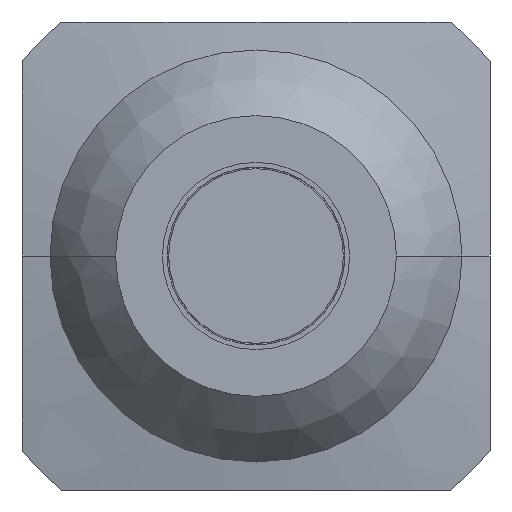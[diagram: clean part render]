
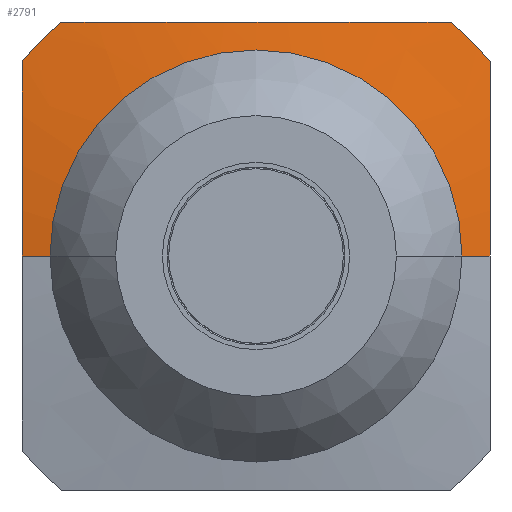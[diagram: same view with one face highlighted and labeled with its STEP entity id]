
A CAD part, left-side view. The second image highlights one B-rep face of the part: STEP entity #2791.
In plain terms, the highlighted conical face has half-angle 80 degrees and reference radius 10.903 mm.
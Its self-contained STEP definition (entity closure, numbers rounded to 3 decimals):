
#2261=CARTESIAN_POINT('',(0.,0.,2.74));
#2262=DIRECTION('',(0.,0.,1.));
#2263=DIRECTION('',(1.,0.,0.));
#2264=AXIS2_PLACEMENT_3D('',#2261,#2262,#2263);
#2269=CARTESIAN_POINT('',(10.,0.,2.529));
#2270=CARTESIAN_POINT('',(10.,0.458,2.529));
#2271=CARTESIAN_POINT('',(10.,1.37,2.518));
#2272=CARTESIAN_POINT('',(10.,2.728,2.469));
#2273=CARTESIAN_POINT('',(10.,4.072,2.393));
#2274=CARTESIAN_POINT('',(10.,5.422,2.29));
#2275=CARTESIAN_POINT('',(10.,6.806,2.163));
#2276=CARTESIAN_POINT('',(10.,7.797,2.057));
#2277=CARTESIAN_POINT('',(10.,8.307,2.));
#2309=CARTESIAN_POINT('',(0.,0.,2.));
#2310=DIRECTION('',(0.,0.,1.));
#2311=DIRECTION('',(0.769,0.639,0.));
#2312=AXIS2_PLACEMENT_3D('',#2309,#2310,#2311);
#2317=CARTESIAN_POINT('',(0.,0.,2.));
#2318=DIRECTION('',(0.,0.,1.));
#2319=DIRECTION('',(-0.639,0.769,0.));
#2320=AXIS2_PLACEMENT_3D('',#2317,#2318,#2319);
#2325=CARTESIAN_POINT('',(8.307,10.,2.));
#2326=CARTESIAN_POINT('',(7.781,10.,2.059));
#2327=CARTESIAN_POINT('',(6.764,10.,2.167));
#2328=CARTESIAN_POINT('',(5.366,10.,2.295));
#2329=CARTESIAN_POINT('',(4.014,10.,2.396));
#2330=CARTESIAN_POINT('',(2.682,10.,2.471));
#2331=CARTESIAN_POINT('',(1.344,10.,2.518));
#2332=CARTESIAN_POINT('',(-0.001,10.,2.534));
#2333=CARTESIAN_POINT('',(-1.346,10.,2.518));
#2334=CARTESIAN_POINT('',(-2.683,10.,2.471));
#2335=CARTESIAN_POINT('',(-4.016,10.,2.396));
#2336=CARTESIAN_POINT('',(-5.367,10.,2.295));
#2337=CARTESIAN_POINT('',(-6.764,10.,2.167));
#2338=CARTESIAN_POINT('',(-7.781,10.,2.059));
#2339=CARTESIAN_POINT('',(-8.307,10.,2.));
#2554=CARTESIAN_POINT('',(-10.,8.307,2.));
#2555=CARTESIAN_POINT('',(-10.,7.797,2.057));
#2556=CARTESIAN_POINT('',(-10.,6.805,2.163));
#2557=CARTESIAN_POINT('',(-10.,5.421,2.29));
#2558=CARTESIAN_POINT('',(-10.,4.07,2.393));
#2559=CARTESIAN_POINT('',(-10.,2.727,2.469));
#2560=CARTESIAN_POINT('',(-10.,1.37,2.518));
#2561=CARTESIAN_POINT('',(-10.,0.458,2.529));
#2562=CARTESIAN_POINT('',(-10.,0.,2.529));
#2594=DIRECTION('',(-0.985,0.,-0.174));
#2595=VECTOR('',#2594,1.213);
#2596=CARTESIAN_POINT('',(-8.805,0.,2.74));
#2597=LINE('',#2596,#2595);
#2609=DIRECTION('',(0.985,0.,-0.174));
#2610=VECTOR('',#2609,1.213);
#2611=CARTESIAN_POINT('',(8.805,0.,2.74));
#2612=LINE('',#2611,#2610);
#2673=VERTEX_POINT('',#2269);
#2674=VERTEX_POINT('',#2277);
#2675=VERTEX_POINT('',#2554);
#2676=VERTEX_POINT('',#2562);
#2677=VERTEX_POINT('',#2325);
#2678=VERTEX_POINT('',#2339);
#2699=CARTESIAN_POINT('',(8.805,0.,2.74));
#2700=VERTEX_POINT('',#2699);
#2701=CARTESIAN_POINT('',(-8.805,0.,2.74));
#2702=VERTEX_POINT('',#2701);
#2769=CARTESIAN_POINT('',(0.,0.,2.37));
#2770=DIRECTION('',(0.,0.,-1.));
#2771=DIRECTION('',(1.,0.,0.));
#2772=AXIS2_PLACEMENT_3D('',#2769,#2770,#2771);
#2773=CONICAL_SURFACE('',#2772,10.903,80.);
#2775=ORIENTED_EDGE('',*,*,#2774,.F.);
#2777=ORIENTED_EDGE('',*,*,#2776,.F.);
#2778=ORIENTED_EDGE('',*,*,#2764,.T.);
#2780=ORIENTED_EDGE('',*,*,#2779,.T.);
#2782=ORIENTED_EDGE('',*,*,#2781,.F.);
#2784=ORIENTED_EDGE('',*,*,#2783,.F.);
#2786=ORIENTED_EDGE('',*,*,#2785,.F.);
#2788=ORIENTED_EDGE('',*,*,#2787,.F.);
#2789=EDGE_LOOP('',(#2775,#2777,#2778,#2780,#2782,#2784,#2786,#2788));
#2790=FACE_OUTER_BOUND('',#2789,.F.);
#2265=CIRCLE('',#2264,8.805);
#2278=B_SPLINE_CURVE_WITH_KNOTS('',3,(#2269,#2270,#2271,#2272,#2273,#2274,#2275,
#2276,#2277),.UNSPECIFIED.,.F.,.F.,(4,1,1,1,1,1,4),(0.,0.167,
0.333,0.5,0.667,0.833,1.),
.UNSPECIFIED.);
#2313=CIRCLE('',#2312,13.);
#2321=CIRCLE('',#2320,13.);
#2340=B_SPLINE_CURVE_WITH_KNOTS('',3,(#2325,#2326,#2327,#2328,#2329,#2330,#2331,
#2332,#2333,#2334,#2335,#2336,#2337,#2338,#2339),.UNSPECIFIED.,.F.,.F.,(4,1,1,1,
1,1,1,1,1,1,1,1,4),(0.,0.083,0.167,0.25,
0.333,0.417,0.5,0.583,0.667,
0.75,0.833,0.917,1.),.UNSPECIFIED.);
#2563=B_SPLINE_CURVE_WITH_KNOTS('',3,(#2554,#2555,#2556,#2557,#2558,#2559,#2560,
#2561,#2562),.UNSPECIFIED.,.F.,.F.,(4,1,1,1,1,1,4),(0.,0.167,
0.333,0.5,0.667,0.833,1.),
.UNSPECIFIED.);
#2764=EDGE_CURVE('',#2700,#2702,#2265,.T.);
#2774=EDGE_CURVE('',#2673,#2674,#2278,.T.);
#2776=EDGE_CURVE('',#2700,#2673,#2612,.T.);
#2779=EDGE_CURVE('',#2702,#2676,#2597,.T.);
#2781=EDGE_CURVE('',#2675,#2676,#2563,.T.);
#2783=EDGE_CURVE('',#2678,#2675,#2321,.T.);
#2785=EDGE_CURVE('',#2677,#2678,#2340,.T.);
#2787=EDGE_CURVE('',#2674,#2677,#2313,.T.);
#2791=ADVANCED_FACE('',(#2790),#2773,.T.);
